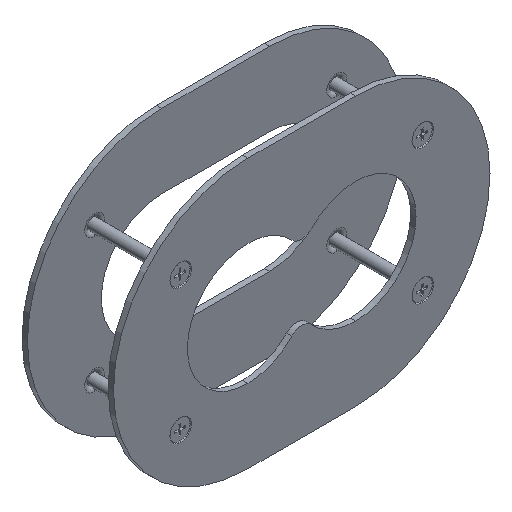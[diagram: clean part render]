
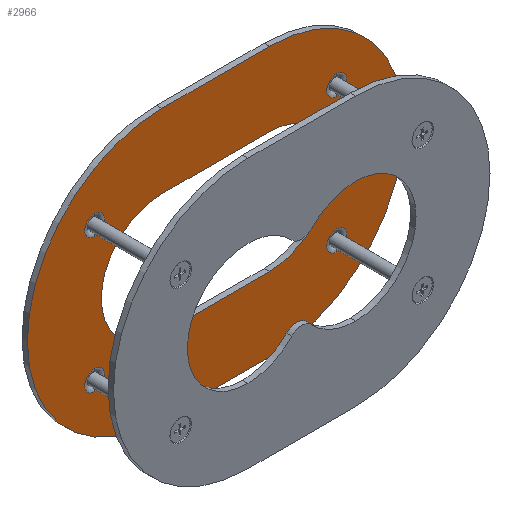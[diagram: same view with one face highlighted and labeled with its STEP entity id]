
A CAD part, isometric view. The second image highlights one B-rep face of the part: STEP entity #2966.
In plain terms, the highlighted face is planar.
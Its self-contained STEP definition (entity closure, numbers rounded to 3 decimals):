
#2 = PLANE ( 'NONE',  #1357 ) ;
#18 = VERTEX_POINT ( 'NONE', #2272 ) ;
#31 = ORIENTED_EDGE ( 'NONE', *, *, #3106, .T. ) ;
#46 = ORIENTED_EDGE ( 'NONE', *, *, #3551, .F. ) ;
#83 = EDGE_LOOP ( 'NONE', ( #1475, #2304 ) ) ;
#103 = CIRCLE ( 'NONE', #1171, 3.7 ) ;
#119 = ORIENTED_EDGE ( 'NONE', *, *, #3544, .T. ) ;
#196 = VERTEX_POINT ( 'NONE', #842 ) ;
#265 = ORIENTED_EDGE ( 'NONE', *, *, #3237, .F. ) ;
#409 = CARTESIAN_POINT ( 'NONE',  ( 45., 2., 28.7 ) ) ;
#573 = AXIS2_PLACEMENT_3D ( 'NONE', #616, #611, #599 ) ;
#583 = AXIS2_PLACEMENT_3D ( 'NONE', #724, #713, #681 ) ;
#591 = AXIS2_PLACEMENT_3D ( 'NONE', #765, #762, #758 ) ;
#595 = AXIS2_PLACEMENT_3D ( 'NONE', #860, #853, #850 ) ;
#599 = DIRECTION ( 'NONE',  ( 0., 0., -1. ) ) ;
#609 = AXIS2_PLACEMENT_3D ( 'NONE', #951, #942, #929 ) ;
#610 = AXIS2_PLACEMENT_3D ( 'NONE', #1034, #1032, #1023 ) ;
#611 = DIRECTION ( 'NONE',  ( 0., -1., 0. ) ) ;
#616 = CARTESIAN_POINT ( 'NONE',  ( 45., 2., -25. ) ) ;
#617 = AXIS2_PLACEMENT_3D ( 'NONE', #1080, #1069, #1062 ) ;
#622 = VERTEX_POINT ( 'NONE', #2931 ) ;
#624 = AXIS2_PLACEMENT_3D ( 'NONE', #1108, #1103, #1092 ) ;
#644 = ORIENTED_EDGE ( 'NONE', *, *, #3558, .F. ) ;
#657 = CARTESIAN_POINT ( 'NONE',  ( -45., 2., 28.7 ) ) ;
#668 = VECTOR ( 'NONE', #899, 1000. ) ;
#676 = CARTESIAN_POINT ( 'NONE',  ( 20., 2., 50. ) ) ;
#681 = DIRECTION ( 'NONE',  ( 0., 0., 1. ) ) ;
#713 = DIRECTION ( 'NONE',  ( 0., -1., 0. ) ) ;
#724 = CARTESIAN_POINT ( 'NONE',  ( -45., 2., 25. ) ) ;
#729 = AXIS2_PLACEMENT_3D ( 'NONE', #1751, #1744, #1734 ) ;
#758 = DIRECTION ( 'NONE',  ( 0., 0., 1. ) ) ;
#760 = EDGE_LOOP ( 'NONE', ( #46, #644, #3309, #2734 ) ) ;
#762 = DIRECTION ( 'NONE',  ( 0., 1., 0. ) ) ;
#765 = CARTESIAN_POINT ( 'NONE',  ( 20., 2., 0. ) ) ;
#776 = CIRCLE ( 'NONE', #595, 22.5 ) ;
#837 = DIRECTION ( 'NONE',  ( -1., 0., 0. ) ) ;
#842 = CARTESIAN_POINT ( 'NONE',  ( -45., 2., 21.3 ) ) ;
#850 = DIRECTION ( 'NONE',  ( 0., 0., 1. ) ) ;
#852 = ORIENTED_EDGE ( 'NONE', *, *, #3534, .T. ) ;
#853 = DIRECTION ( 'NONE',  ( 0., 1., 0. ) ) ;
#860 = CARTESIAN_POINT ( 'NONE',  ( -20., 2., 0. ) ) ;
#867 = CIRCLE ( 'NONE', #609, 50. ) ;
#874 = AXIS2_PLACEMENT_3D ( 'NONE', #2543, #2536, #2532 ) ;
#883 = CARTESIAN_POINT ( 'NONE',  ( -20., 2., -22.5 ) ) ;
#888 = DIRECTION ( 'NONE',  ( 0., 0., -1. ) ) ;
#893 = VERTEX_POINT ( 'NONE', #2408 ) ;
#899 = DIRECTION ( 'NONE',  ( 1., 0., 0. ) ) ;
#914 = CARTESIAN_POINT ( 'NONE',  ( -20., 2., 22.5 ) ) ;
#929 = DIRECTION ( 'NONE',  ( 0., 0., 1. ) ) ;
#937 = DIRECTION ( 'NONE',  ( 0., -1., 0. ) ) ;
#942 = DIRECTION ( 'NONE',  ( 0., 1., 0. ) ) ;
#951 = CARTESIAN_POINT ( 'NONE',  ( 20., 2., 0. ) ) ;
#973 = VERTEX_POINT ( 'NONE', #2290 ) ;
#974 = CARTESIAN_POINT ( 'NONE',  ( 45., 2., -25. ) ) ;
#985 = CARTESIAN_POINT ( 'NONE',  ( -20., 2., -50. ) ) ;
#1000 = DIRECTION ( 'NONE',  ( -1., 0., 0. ) ) ;
#1001 = AXIS2_PLACEMENT_3D ( 'NONE', #3196, #3179, #3174 ) ;
#1014 = VERTEX_POINT ( 'NONE', #2255 ) ;
#1023 = DIRECTION ( 'NONE',  ( 0., 0., 1. ) ) ;
#1032 = DIRECTION ( 'NONE',  ( 0., 1., 0. ) ) ;
#1034 = CARTESIAN_POINT ( 'NONE',  ( -20., 2., 0. ) ) ;
#1046 = CARTESIAN_POINT ( 'NONE',  ( -20., 2., 50. ) ) ;
#1061 = EDGE_LOOP ( 'NONE', ( #3659, #2701 ) ) ;
#1062 = DIRECTION ( 'NONE',  ( 0., 0., -1. ) ) ;
#1069 = DIRECTION ( 'NONE',  ( 0., 1., 0. ) ) ;
#1080 = CARTESIAN_POINT ( 'NONE',  ( -45., 2., -25. ) ) ;
#1092 = DIRECTION ( 'NONE',  ( 0., 0., 1. ) ) ;
#1103 = DIRECTION ( 'NONE',  ( 0., 1., 0. ) ) ;
#1108 = CARTESIAN_POINT ( 'NONE',  ( 45., 2., 25. ) ) ;
#1129 = VERTEX_POINT ( 'NONE', #2251 ) ;
#1157 = DIRECTION ( 'NONE',  ( 1., 0., 0. ) ) ;
#1171 = AXIS2_PLACEMENT_3D ( 'NONE', #974, #937, #888 ) ;
#1225 = FACE_BOUND ( 'NONE', #1599, .T. ) ;
#1252 = VERTEX_POINT ( 'NONE', #2223 ) ;
#1318 = FACE_BOUND ( 'NONE', #760, .T. ) ;
#1351 = CIRCLE ( 'NONE', #583, 3.7 ) ;
#1355 = CIRCLE ( 'NONE', #874, 3.7 ) ;
#1357 = AXIS2_PLACEMENT_3D ( 'NONE', #3569, #3675, #3536 ) ;
#1393 = VERTEX_POINT ( 'NONE', #2192 ) ;
#1445 = CIRCLE ( 'NONE', #591, 22.5 ) ;
#1475 = ORIENTED_EDGE ( 'NONE', *, *, #3525, .F. ) ;
#1513 = VERTEX_POINT ( 'NONE', #1997 ) ;
#1532 = CARTESIAN_POINT ( 'NONE',  ( -20., 2., 50. ) ) ;
#1564 = VECTOR ( 'NONE', #1157, 1000. ) ;
#1599 = EDGE_LOOP ( 'NONE', ( #31, #3382 ) ) ;
#1609 = CARTESIAN_POINT ( 'NONE',  ( 20., 2., -22.5 ) ) ;
#1675 = CIRCLE ( 'NONE', #624, 3.7 ) ;
#1734 = DIRECTION ( 'NONE',  ( 0., 0., -1. ) ) ;
#1744 = DIRECTION ( 'NONE',  ( 0., 1., 0. ) ) ;
#1746 = VERTEX_POINT ( 'NONE', #1609 ) ;
#1751 = CARTESIAN_POINT ( 'NONE',  ( -45., 2., -25. ) ) ;
#1771 = ORIENTED_EDGE ( 'NONE', *, *, #3547, .T. ) ;
#1899 = VERTEX_POINT ( 'NONE', #1532 ) ;
#1984 = EDGE_LOOP ( 'NONE', ( #852, #3313, #119, #1771 ) ) ;
#1997 = CARTESIAN_POINT ( 'NONE',  ( 20., 2., 22.5 ) ) ;
#2028 = CIRCLE ( 'NONE', #729, 3.7 ) ;
#2036 = FACE_BOUND ( 'NONE', #83, .T. ) ;
#2128 = FACE_BOUND ( 'NONE', #1061, .T. ) ;
#2169 = VECTOR ( 'NONE', #837, 1000. ) ;
#2192 = CARTESIAN_POINT ( 'NONE',  ( -20., 2., -50. ) ) ;
#2223 = CARTESIAN_POINT ( 'NONE',  ( 45., 2., 21.3 ) ) ;
#2251 = CARTESIAN_POINT ( 'NONE',  ( -45., 2., -21.3 ) ) ;
#2255 = CARTESIAN_POINT ( 'NONE',  ( -20., 2., -22.5 ) ) ;
#2262 = CIRCLE ( 'NONE', #573, 3.7 ) ;
#2272 = CARTESIAN_POINT ( 'NONE',  ( 20., 2., -50. ) ) ;
#2290 = CARTESIAN_POINT ( 'NONE',  ( -20., 2., 22.5 ) ) ;
#2304 = ORIENTED_EDGE ( 'NONE', *, *, #3434, .F. ) ;
#2310 = FACE_OUTER_BOUND ( 'NONE', #1984, .T. ) ;
#2351 = LINE ( 'NONE', #985, #2946 ) ;
#2408 = CARTESIAN_POINT ( 'NONE',  ( -45., 2., -28.7 ) ) ;
#2427 = CIRCLE ( 'NONE', #617, 3.7 ) ;
#2519 = CIRCLE ( 'NONE', #1001, 3.7 ) ;
#2532 = DIRECTION ( 'NONE',  ( 0., 0., 1. ) ) ;
#2536 = DIRECTION ( 'NONE',  ( 0., -1., 0. ) ) ;
#2542 = VERTEX_POINT ( 'NONE', #676 ) ;
#2543 = CARTESIAN_POINT ( 'NONE',  ( -45., 2., 25. ) ) ;
#2567 = VERTEX_POINT ( 'NONE', #657 ) ;
#2701 = ORIENTED_EDGE ( 'NONE', *, *, #3578, .T. ) ;
#2734 = ORIENTED_EDGE ( 'NONE', *, *, #3568, .F. ) ;
#2755 = VERTEX_POINT ( 'NONE', #409 ) ;
#2854 = LINE ( 'NONE', #883, #2169 ) ;
#2931 = CARTESIAN_POINT ( 'NONE',  ( 45., 2., -28.7 ) ) ;
#2946 = VECTOR ( 'NONE', #1000, 1000. ) ;
#2966 = ADVANCED_FACE ( 'NONE', ( #3394, #2036, #2310, #1318, #2128, #1225 ), #2, .T. ) ;
#3029 = LINE ( 'NONE', #1046, #1564 ) ;
#3106 = EDGE_CURVE ( 'NONE', #622, #3164, #103, .T. ) ;
#3164 = VERTEX_POINT ( 'NONE', #3625 ) ;
#3174 = DIRECTION ( 'NONE',  ( 0., 0., 1. ) ) ;
#3179 = DIRECTION ( 'NONE',  ( 0., 1., 0. ) ) ;
#3196 = CARTESIAN_POINT ( 'NONE',  ( 45., 2., 25. ) ) ;
#3237 = EDGE_CURVE ( 'NONE', #1252, #2755, #2519, .T. ) ;
#3284 = EDGE_LOOP ( 'NONE', ( #3689, #265 ) ) ;
#3309 = ORIENTED_EDGE ( 'NONE', *, *, #3564, .F. ) ;
#3313 = ORIENTED_EDGE ( 'NONE', *, *, #3537, .T. ) ;
#3325 = EDGE_CURVE ( 'NONE', #2567, #196, #1355, .T. ) ;
#3382 = ORIENTED_EDGE ( 'NONE', *, *, #3584, .T. ) ;
#3394 = FACE_BOUND ( 'NONE', #3284, .T. ) ;
#3434 = EDGE_CURVE ( 'NONE', #1129, #893, #2028, .T. ) ;
#3520 = EDGE_CURVE ( 'NONE', #2755, #1252, #1675, .T. ) ;
#3525 = EDGE_CURVE ( 'NONE', #893, #1129, #2427, .T. ) ;
#3534 = EDGE_CURVE ( 'NONE', #1393, #1899, #3665, .T. ) ;
#3536 = DIRECTION ( 'NONE',  ( 0., 0., 1. ) ) ;
#3537 = EDGE_CURVE ( 'NONE', #1899, #2542, #3029, .T. ) ;
#3544 = EDGE_CURVE ( 'NONE', #2542, #18, #867, .T. ) ;
#3547 = EDGE_CURVE ( 'NONE', #18, #1393, #2351, .T. ) ;
#3551 = EDGE_CURVE ( 'NONE', #973, #1513, #3576, .T. ) ;
#3558 = EDGE_CURVE ( 'NONE', #1014, #973, #776, .T. ) ;
#3564 = EDGE_CURVE ( 'NONE', #1746, #1014, #2854, .T. ) ;
#3568 = EDGE_CURVE ( 'NONE', #1513, #1746, #1445, .T. ) ;
#3569 = CARTESIAN_POINT ( 'NONE',  ( -20., 2., 0. ) ) ;
#3576 = LINE ( 'NONE', #914, #668 ) ;
#3578 = EDGE_CURVE ( 'NONE', #196, #2567, #1351, .T. ) ;
#3584 = EDGE_CURVE ( 'NONE', #3164, #622, #2262, .T. ) ;
#3625 = CARTESIAN_POINT ( 'NONE',  ( 45., 2., -21.3 ) ) ;
#3659 = ORIENTED_EDGE ( 'NONE', *, *, #3325, .T. ) ;
#3665 = CIRCLE ( 'NONE', #610, 50. ) ;
#3675 = DIRECTION ( 'NONE',  ( 0., 1., 0. ) ) ;
#3689 = ORIENTED_EDGE ( 'NONE', *, *, #3520, .F. ) ;
